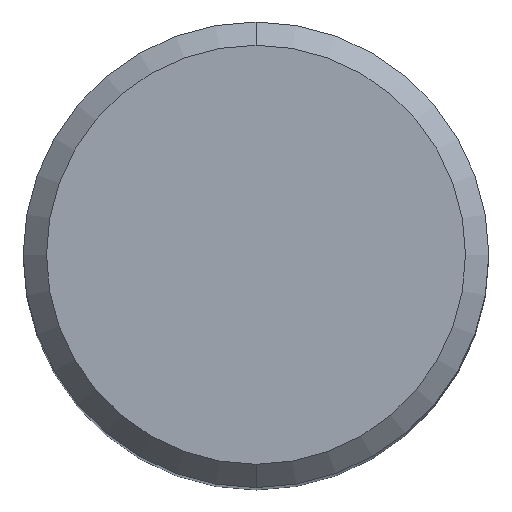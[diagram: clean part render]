
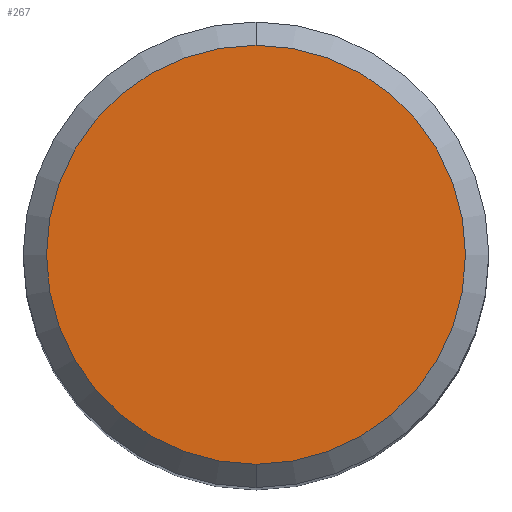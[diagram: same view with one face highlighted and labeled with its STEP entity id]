
A CAD part, top view. The second image highlights one B-rep face of the part: STEP entity #267.
In plain terms, the highlighted planar face has unit normal (0, 0, 1).
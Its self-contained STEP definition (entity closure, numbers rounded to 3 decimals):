
#207=VERTEX_POINT('',#517);
#227=EDGE_CURVE('',#321,#207,#540,.T.);
#267=ADVANCED_FACE('',(#583),#584,.T.);
#321=VERTEX_POINT('',#647);
#327=EDGE_CURVE('',#207,#321,#653,.T.);
#517=CARTESIAN_POINT('',(0.0,7.2,0.0));
#540=CIRCLE('',#925,7.2);
#583=FACE_OUTER_BOUND('',#1040,.T.);
#584=PLANE('',#1041);
#647=CARTESIAN_POINT('',(0.,-7.2,0.0));
#653=CIRCLE('',#1186,7.2);
#925=AXIS2_PLACEMENT_3D('',#1569,#1570,#1571);
#1040=EDGE_LOOP('',(#1616,#1617));
#1041=AXIS2_PLACEMENT_3D('',#1618,#1619,#1620);
#1186=AXIS2_PLACEMENT_3D('',#1716,#1717,#1718);
#1569=CARTESIAN_POINT('',(0.0,0.0,0.0));
#1570=DIRECTION('',(0.0,0.0,-1.0));
#1571=DIRECTION('',(0.0,1.0,0.0));
#1616=ORIENTED_EDGE('',*,*,#327,.F.);
#1617=ORIENTED_EDGE('',*,*,#227,.F.);
#1618=CARTESIAN_POINT('',(0.0,3.6,0.0));
#1619=DIRECTION('',(-0.0,0.0,1.0));
#1620=DIRECTION('',(0.0,-1.0,0.0));
#1716=CARTESIAN_POINT('',(0.0,0.0,0.0));
#1717=DIRECTION('',(0.0,0.0,-1.0));
#1718=DIRECTION('',(0.0,1.0,0.0));
